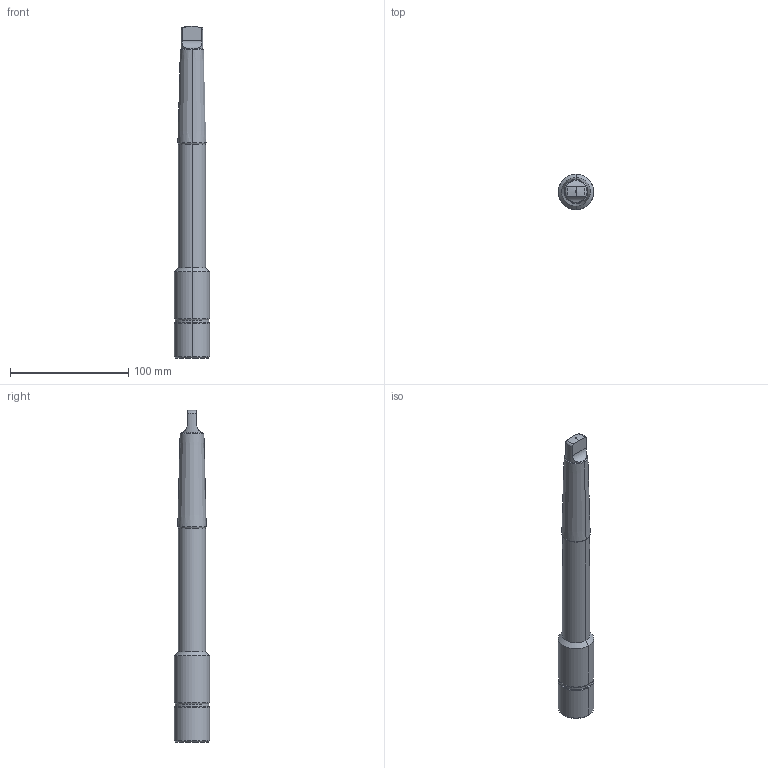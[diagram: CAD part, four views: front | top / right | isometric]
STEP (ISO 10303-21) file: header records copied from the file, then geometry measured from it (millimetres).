
FILE_DESCRIPTION((''),'2;1');
FILE_NAME('607176856-000-00-E43','2021-02-09T14:09:29',('steinhartd'),(''),'CREO PARAMETRIC BY PTC INC, 2019030','CREO PARAMETRIC BY PTC INC, 2019030','');
FILE_SCHEMA(('AP242_MANAGED_MODEL_BASED_3D_ENGINEERING_MIM_LF { 1 0 10303 442 1 1 4 }'));
Length unit declared in the file: millimetre
Products named in the file (1): 607176856-000-00-E43
Bounding box: 30 x 30 x 281 mm (x, y, z)
Volume: 130261.9 mm3; surface area: 22353.9 mm2
Topology: 1 solids, 1 shells, 38 faces, 84 edges, 50 vertices
Faces by surface type: cone 16, cylinder 14, plane 6, torus 2
Entity records: 1960 total; most frequent: CARTESIAN_POINT 489, DIRECTION 193, ORIENTED_EDGE 168, PRESENTATION_STYLE_ASSIGNMENT 102, STYLED_ITEM 98, CURVE_STYLE 88, EDGE_CURVE 84, AXIS2_PLACEMENT_3D 80
